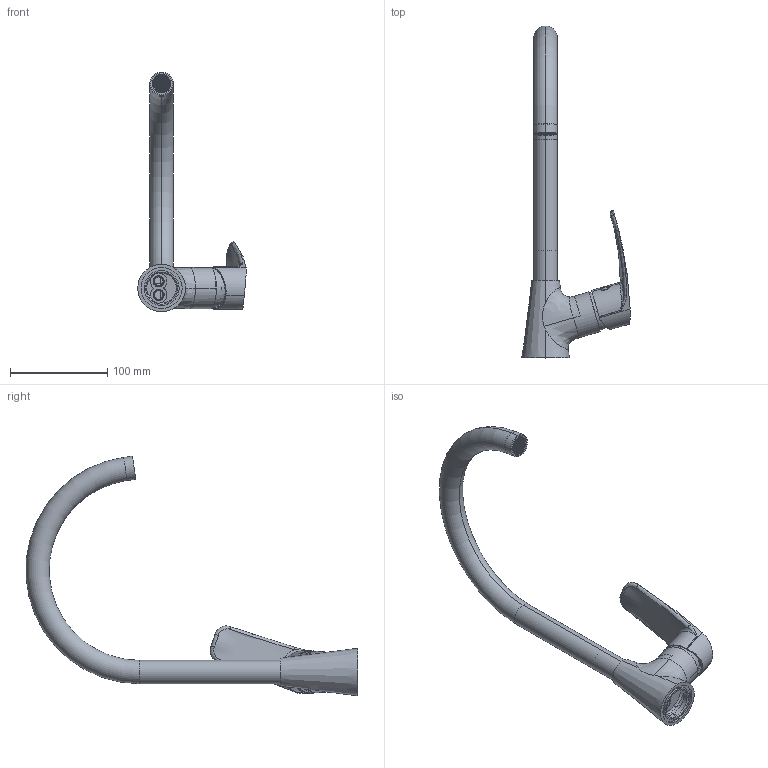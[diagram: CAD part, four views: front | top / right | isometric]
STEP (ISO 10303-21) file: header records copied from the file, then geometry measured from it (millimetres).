
FILE_DESCRIPTION (( 'STEP AP203' ), '1' );
FILE_NAME ('57E308951.STEP', '2023-10-18T10:29:34', ( '' ), ( '' ), 'SwSTEP 2.0', 'SolidWorks 2021', '' );
FILE_SCHEMA (( 'CONFIG_CONTROL_DESIGN' ));
Length unit declared in the file: millimetre
Products named in the file (1): 57E308951
Bounding box: 111.39 x 340.91 x 246.33 mm (x, y, z)
Volume: 111147.8 mm3; surface area: 132947.8 mm2
Topology: 7 solids, 7 shells, 1712 faces, 4300 edges, 2734 vertices
Faces by surface type: plane 1142, bspline 267, cylinder 223, cone 64, torus 14, sphere 2
Entity records: 78246 total; most frequent: CARTESIAN_POINT 39653, ORIENTED_EDGE 8520, DIRECTION 6883, EDGE_CURVE 4260, LINE 2997, VECTOR 2997, VERTEX_POINT 2734, AXIS2_PLACEMENT_3D 1943
